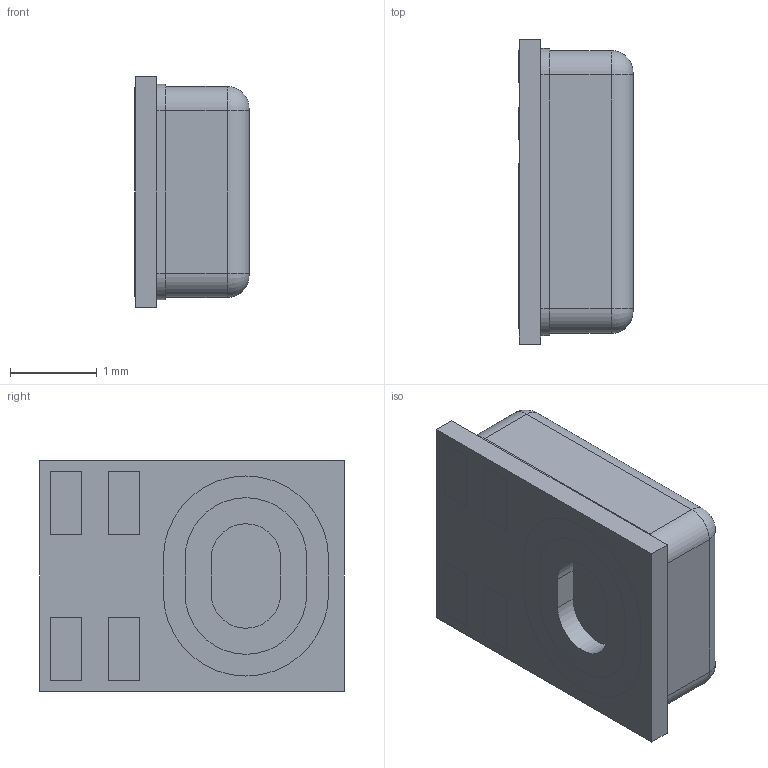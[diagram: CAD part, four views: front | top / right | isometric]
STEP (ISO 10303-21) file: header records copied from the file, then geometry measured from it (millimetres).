
FILE_DESCRIPTION (( 'STEP AP214' ), '1' );
FILE_NAME ('SKR0400_0410_0600_0610 STP.STEP', '2024-01-23T18:29:03', ( '' ), ( '' ), 'SwSTEP 2.0', 'SolidWorks 2024', '' );
FILE_SCHEMA (( 'AUTOMOTIVE_DESIGN' ));
Length unit declared in the file: inch
Products named in the file (5): SKR0400_0410_0600_0610 STP; Base PCB; Lid; ASIC; MEMS die
Assembly tree (4 placements, depth 2):
  SKR0400_0410_0600_0610 STP
    Base PCB
    Lid
    MEMS die
    ASIC
Bounding box: 1.31 x 3.5 x 2.65 mm (x, y, z)
Volume: 5.2 mm3; surface area: 66.5 mm2
Topology: 4 solids, 4 shells, 137 faces, 347 edges, 226 vertices
Faces by surface type: cylinder 67, plane 62, torus 8
Entity records: 6032 total; most frequent: DIRECTION 777, CARTESIAN_POINT 717, ORIENTED_EDGE 694, EDGE_CURVE 347, AXIS2_PLACEMENT_3D 286, VERTEX_POINT 226, LINE 205, VECTOR 205
